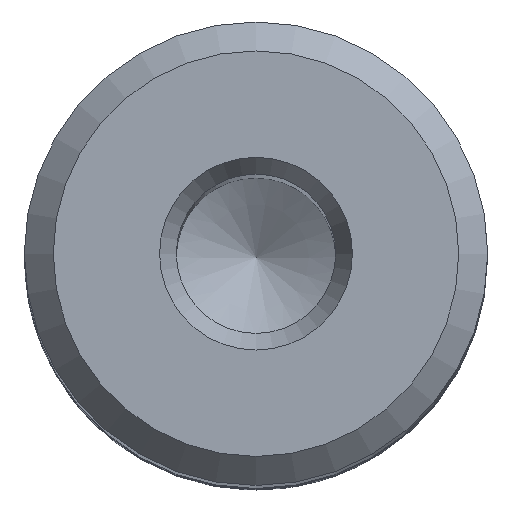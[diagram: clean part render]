
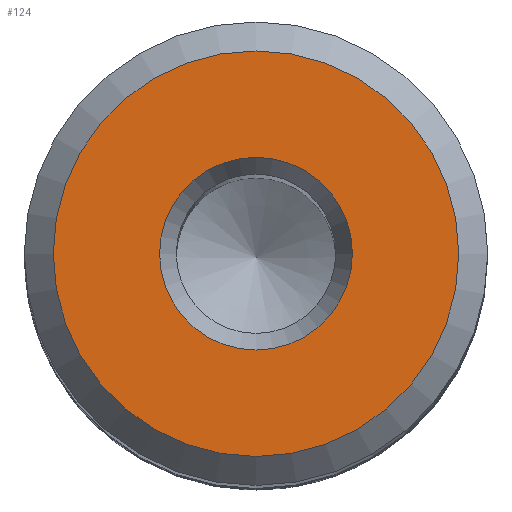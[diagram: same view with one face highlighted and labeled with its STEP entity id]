
A CAD part, top view. The second image highlights one B-rep face of the part: STEP entity #124.
In plain terms, the highlighted planar face has unit normal (0, 0, 1).
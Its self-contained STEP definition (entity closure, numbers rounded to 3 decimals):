
#40=PLANE('',#777);
#124=ADVANCED_FACE('',(#333,#334),#40,.F.);
#333=FACE_BOUND('',#439,.T.);
#334=FACE_BOUND('',#440,.T.);
#439=EDGE_LOOP('',(#545));
#440=EDGE_LOOP('',(#546));
#545=ORIENTED_EDGE('',*,*,#651,.F.);
#546=ORIENTED_EDGE('',*,*,#666,.T.);
#596=VERTEX_POINT('',#1402);
#613=VERTEX_POINT('',#1444);
#651=EDGE_CURVE('',#596,#596,#700,.T.);
#666=EDGE_CURVE('',#613,#613,#715,.T.);
#700=CIRCLE('',#750,14.);
#715=CIRCLE('',#775,6.655);
#750=AXIS2_PLACEMENT_3D('',#1401,#888,#889);
#775=AXIS2_PLACEMENT_3D('',#1443,#938,#939);
#777=AXIS2_PLACEMENT_3D('',#1446,#942,#943);
#888=DIRECTION('',(0.,0.,-1.));
#889=DIRECTION('',(-1.,0.,0.));
#938=DIRECTION('',(0.,0.,-1.));
#939=DIRECTION('',(-1.,0.,0.));
#942=DIRECTION('',(0.,0.,-1.));
#943=DIRECTION('',(-1.,0.,0.));
#1401=CARTESIAN_POINT('',(0.,0.,105.));
#1402=CARTESIAN_POINT('',(-14.,0.,105.));
#1443=CARTESIAN_POINT('',(0.,0.,105.));
#1444=CARTESIAN_POINT('',(-6.655,0.,105.));
#1446=CARTESIAN_POINT('',(6.655,0.,105.));
